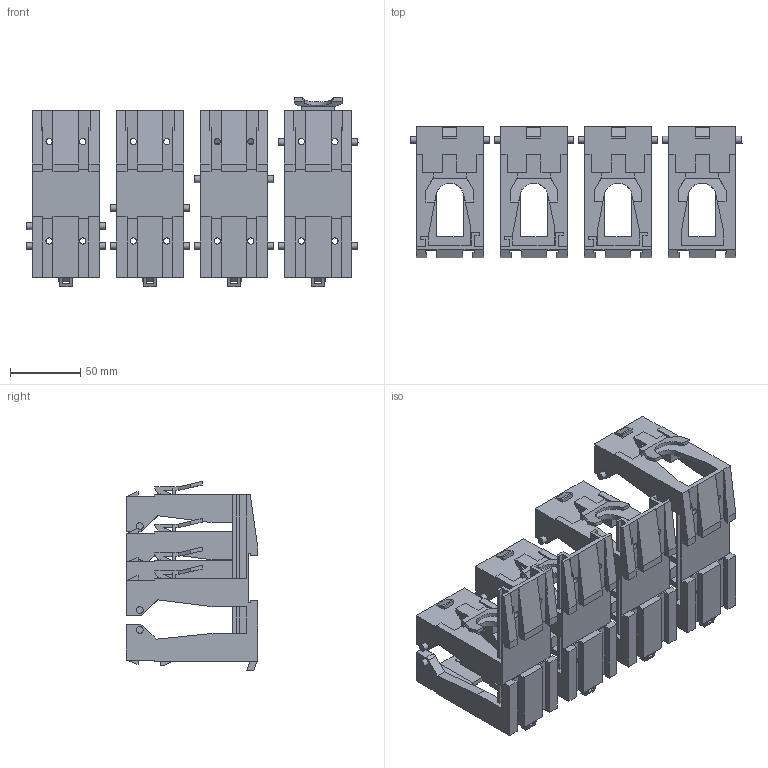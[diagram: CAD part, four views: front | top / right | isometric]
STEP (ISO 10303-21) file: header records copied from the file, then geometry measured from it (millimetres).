
FILE_DESCRIPTION(( 'HARTING HARTING HARTING HARTING HARTING HARTING HARTING HARTING HARTING', 'This Document is valid for Parts No. 09 33 000 9803'),'2;1');
FILE_NAME('MD_09330009803_R411545.stp', '2007-12-05T14:47:38',('ITIS-3'),('HARTING KGaA, D-32339 Espelkamp'), 'I-DEAS Master Series 10','HP-UNIX','Yes');
FILE_SCHEMA(('AUTOMOTIVE_DESIGN { 1 0 10303 214 1 1 1 1 }'));
Length unit declared in the file: millimetre
Products named in the file (1): Han Snap-Halterung schwenkbar Modular
Bounding box: 237 x 94 x 135.02 mm (x, y, z)
Volume: 402225.1 mm3; surface area: 196461.1 mm2
Topology: 4 solids, 4 shells, 1370 faces, 3817 edges, 2532 vertices
Faces by surface type: bspline 1370
Entity records: 43488 total; most frequent: CARTESIAN_POINT 18783, ORIENTED_EDGE 7634, EDGE_CURVE 3817, VERTEX_POINT 2532, QUASI_UNIFORM_CURVE 1930, B_SPLINE_CURVE_WITH_KNOTS 1687, EDGE_LOOP 1511, OVER_RIDING_STYLED_ITEM 1384
